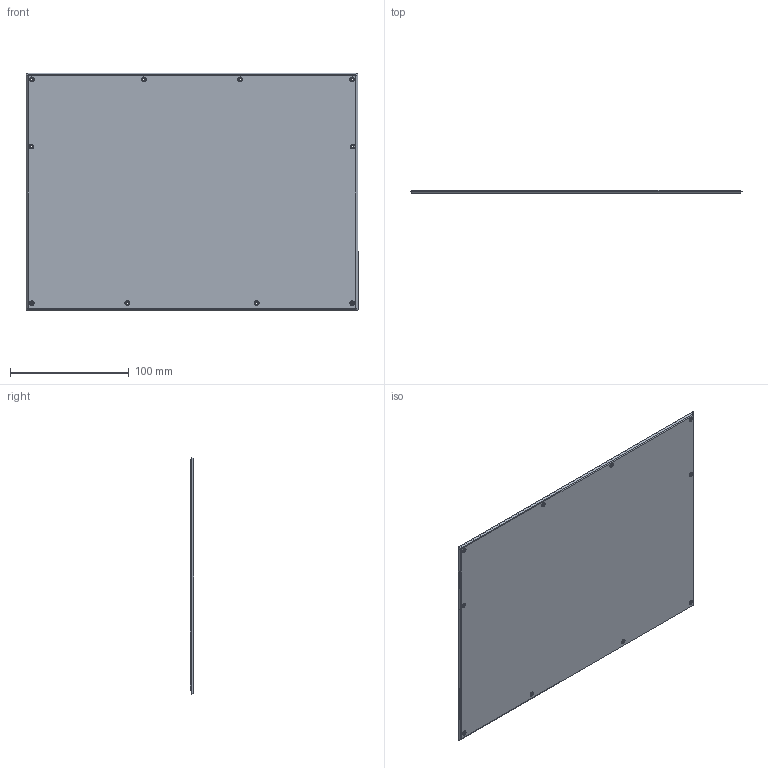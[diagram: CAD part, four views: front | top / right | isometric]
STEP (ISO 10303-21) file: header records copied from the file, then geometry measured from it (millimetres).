
FILE_DESCRIPTION(/* description */ (''),/* implementation_level */ '2;1');
FILE_NAME(/* name */ 'bottom closing_08.10.2020.step',/* time_stamp */ '2020-10-08T15:17:04+02:00',/* author */ (''),/* organization */ (''),/* preprocessor_version */ 'ST-DEVELOPER v18.1',/* originating_system */ 'Autodesk Translation Framework v9.3.0.1241',/* authorisation */ '');
FILE_SCHEMA (('AUTOMOTIVE_DESIGN { 1 0 10303 214 3 1 1 }'));
Length unit declared in the file: millimetre
Products named in the file (1): bottom closing
Bounding box: 280 x 3 x 200.02 mm (x, y, z)
Volume: 164530.7 mm3; surface area: 114012.8 mm2
Topology: 1 solids, 1 shells, 82 faces, 195 edges, 126 vertices
Faces by surface type: cylinder 44, plane 30, sphere 4, cone 4
Full cylindrical faces by diameter (mm): 2 x10, 4 x10
Entity records: 2477 total; most frequent: DIRECTION 455, CARTESIAN_POINT 404, ORIENTED_EDGE 390, EDGE_CURVE 195, AXIS2_PLACEMENT_3D 177, VERTEX_POINT 126, EDGE_LOOP 113, LINE 101
